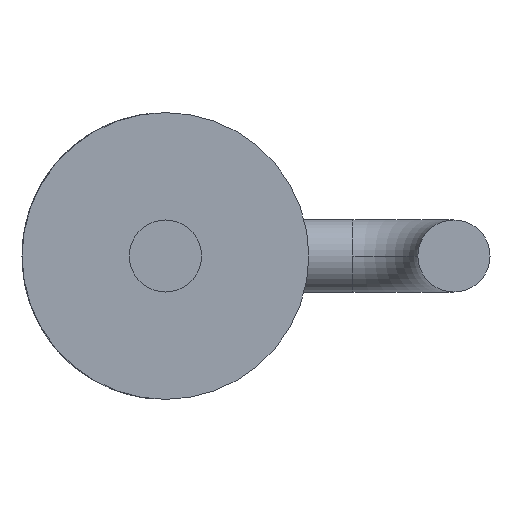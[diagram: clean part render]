
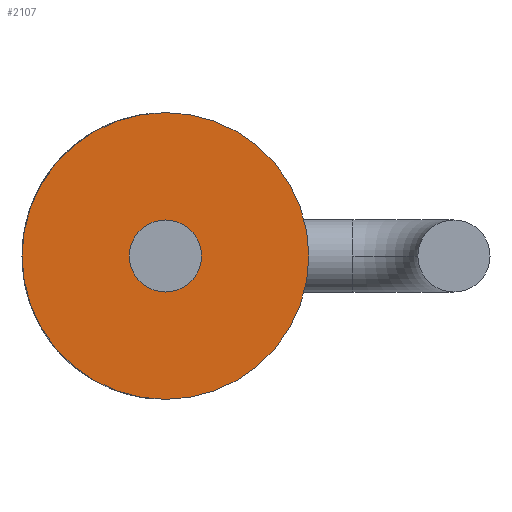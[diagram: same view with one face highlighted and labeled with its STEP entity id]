
A CAD part, front view. The second image highlights one B-rep face of the part: STEP entity #2107.
In plain terms, the highlighted planar face has unit normal (0, -1, 0).
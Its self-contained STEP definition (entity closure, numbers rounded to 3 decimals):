
#26 = CARTESIAN_POINT ( 'NONE',  ( 0., 2., 0. ) ) ;
#200 = DIRECTION ( 'NONE',  ( 0., 0., 1. ) ) ;
#405 = CIRCLE ( 'NONE', #1323, 0.635 ) ;
#633 = FACE_BOUND ( 'NONE', #2972, .T. ) ;
#655 = PLANE ( 'NONE',  #2802 ) ;
#731 = EDGE_CURVE ( 'NONE', #2618, #1440, #4167, .T. ) ;
#803 = CARTESIAN_POINT ( 'NONE',  ( 0.635, 2., 0. ) ) ;
#835 = DIRECTION ( 'NONE',  ( 0., 0., 1. ) ) ;
#944 = DIRECTION ( 'NONE',  ( 0., 1., 0. ) ) ;
#1004 = CARTESIAN_POINT ( 'NONE',  ( 0., 2., 0. ) ) ;
#1171 = DIRECTION ( 'NONE',  ( 0., -1., 0. ) ) ;
#1323 = AXIS2_PLACEMENT_3D ( 'NONE', #3812, #2147, #1739 ) ;
#1440 = VERTEX_POINT ( 'NONE', #2089 ) ;
#1612 = ORIENTED_EDGE ( 'NONE', *, *, #4761, .F. ) ;
#1739 = DIRECTION ( 'NONE',  ( 0., 0., 1. ) ) ;
#1981 = CIRCLE ( 'NONE', #5016, 2.525 ) ;
#2019 = EDGE_LOOP ( 'NONE', ( #4480, #2860 ) ) ;
#2089 = CARTESIAN_POINT ( 'NONE',  ( 0., 2., 2.525 ) ) ;
#2107 = ADVANCED_FACE ( 'NONE', ( #633, #2926 ), #655, .F. ) ;
#2147 = DIRECTION ( 'NONE',  ( 0., -1., 0. ) ) ;
#2172 = EDGE_CURVE ( 'NONE', #3940, #2647, #405, .T. ) ;
#2306 = CIRCLE ( 'NONE', #4779, 0.635 ) ;
#2492 = DIRECTION ( 'NONE',  ( 0., 0., 1. ) ) ;
#2519 = DIRECTION ( 'NONE',  ( 0., 1., 0. ) ) ;
#2618 = VERTEX_POINT ( 'NONE', #2845 ) ;
#2647 = VERTEX_POINT ( 'NONE', #803 ) ;
#2802 = AXIS2_PLACEMENT_3D ( 'NONE', #1004, #4857, #200 ) ;
#2845 = CARTESIAN_POINT ( 'NONE',  ( 0., 2., -2.525 ) ) ;
#2860 = ORIENTED_EDGE ( 'NONE', *, *, #4872, .F. ) ;
#2926 = FACE_OUTER_BOUND ( 'NONE', #2019, .T. ) ;
#2972 = EDGE_LOOP ( 'NONE', ( #1612, #4516 ) ) ;
#3227 = DIRECTION ( 'NONE',  ( 0., 0., 1. ) ) ;
#3300 = CARTESIAN_POINT ( 'NONE',  ( 0., 2., 0. ) ) ;
#3812 = CARTESIAN_POINT ( 'NONE',  ( 0., 2., 0. ) ) ;
#3940 = VERTEX_POINT ( 'NONE', #4462 ) ;
#4167 = CIRCLE ( 'NONE', #4971, 2.525 ) ;
#4462 = CARTESIAN_POINT ( 'NONE',  ( -0.635, 2., 0. ) ) ;
#4464 = CARTESIAN_POINT ( 'NONE',  ( 0., 2., 0. ) ) ;
#4480 = ORIENTED_EDGE ( 'NONE', *, *, #731, .F. ) ;
#4516 = ORIENTED_EDGE ( 'NONE', *, *, #2172, .F. ) ;
#4761 = EDGE_CURVE ( 'NONE', #2647, #3940, #2306, .T. ) ;
#4779 = AXIS2_PLACEMENT_3D ( 'NONE', #26, #1171, #835 ) ;
#4857 = DIRECTION ( 'NONE',  ( 0., 1., 0. ) ) ;
#4872 = EDGE_CURVE ( 'NONE', #1440, #2618, #1981, .T. ) ;
#4971 = AXIS2_PLACEMENT_3D ( 'NONE', #4464, #944, #2492 ) ;
#5016 = AXIS2_PLACEMENT_3D ( 'NONE', #3300, #2519, #3227 ) ;
